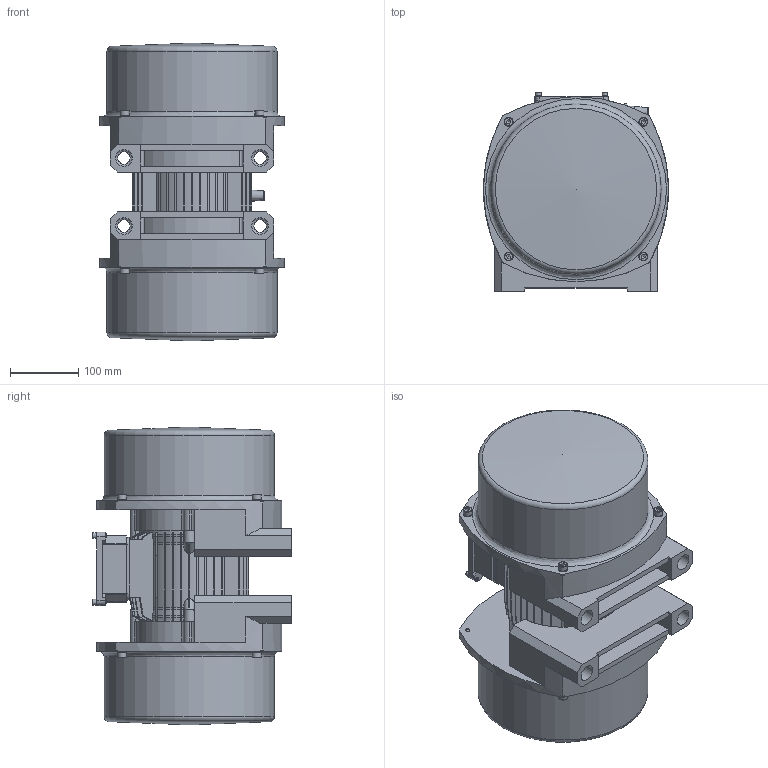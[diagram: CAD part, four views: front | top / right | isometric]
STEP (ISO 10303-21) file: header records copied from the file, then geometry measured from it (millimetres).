
FILE_DESCRIPTION((''),'2;1');
FILE_NAME('A51-75-6 nativ.stp','2010-03-01T14:21:11',('Doris'),(''),'Autodesk Inventor 2008','Autodesk Inventor 2008','');
FILE_SCHEMA(('AUTOMOTIVE_DESIGN { 1 0 10303 214 1 1 1 1 }'));
Length unit declared in the file: millimetre
Products named in the file (3): A51-75-6 nativ1; A51-75-6 nativ_1; A51-75-6 nativ_2
Assembly tree (2 placements, depth 2):
  A51-75-6 nativ1
    A51-75-6 nativ_1
    A51-75-6 nativ_2
Bounding box: 272 x 292.1 x 437.6 mm (x, y, z)
Volume: 5602588.8 mm3; surface area: 1421920.3 mm2
Topology: 2 solids, 8 shells, 1392 faces, 3685 edges, 2422 vertices
Faces by surface type: plane 615, cylinder 303, cone 257, torus 102, bspline 101, sphere 14
Full cylindrical faces by diameter (mm): 4.134 x1, 4.917 x10, 5 x8, 5.3 x4, 5.5 x4, 6.647 x4, 7 x8, 8 x8, 8.4 x8, 8.5 x8, 9 x4, 10 x8, 12 x8, 13 x16, 16.5 x1, 17 x2, 18 x5, 20 x2, 21 x1, 22 x2, 23.376 x1, 24 x4, 30.6 x2, 60 x2, 72 x2, 132 x2, 135 x1, 142 x2, 237 x2, 241 x2
Entity records: 45871 total; most frequent: CARTESIAN_POINT 11783, ORIENTED_EDGE 6710, DIRECTION 6605, EDGE_CURVE 3355, AXIS2_PLACEMENT_3D 2623, VERTEX_POINT 2338, EDGE_LOOP 1791, FACE_OUTER_BOUND 1392
